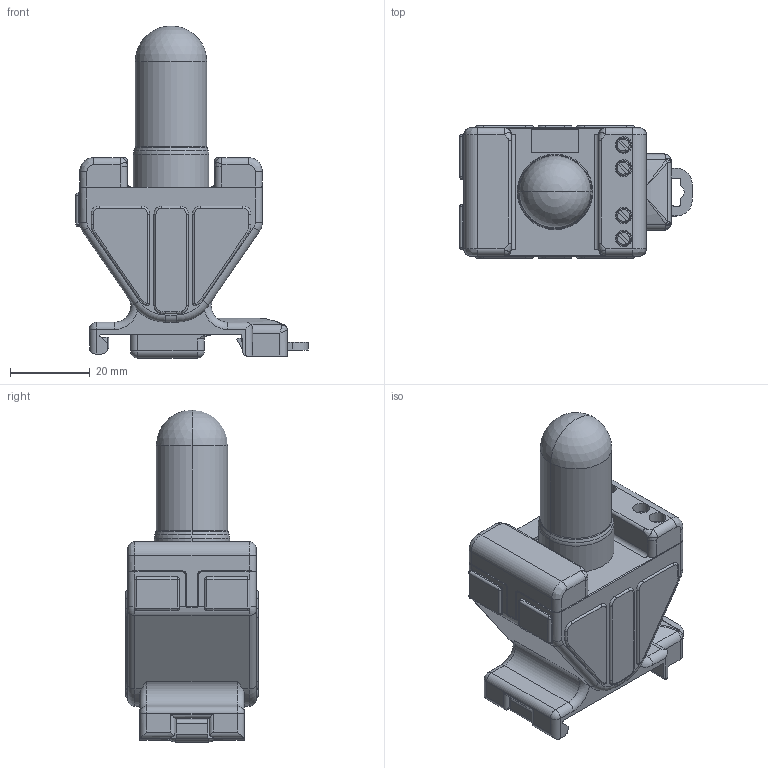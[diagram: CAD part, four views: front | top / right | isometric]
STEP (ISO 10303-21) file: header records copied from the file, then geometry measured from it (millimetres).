
FILE_DESCRIPTION((''),'2;1');
FILE_NAME('05-1141-0313_GEHAEUSE','2023-10-19T16:51:21',('Beil'),(''),'CREO PARAMETRIC BY PTC INC, 2019030','CREO PARAMETRIC BY PTC INC, 2019030','');
FILE_SCHEMA(('CONFIG_CONTROL_DESIGN','SHAPE_APPEARANCE_LAYERS_GROUPS'));
Length unit declared in the file: millimetre
Products named in the file (1): 05-1141-0313_GEHAEUSE
Bounding box: 58.45 x 33.3 x 83.5 mm (x, y, z)
Volume: 55551.2 mm3; surface area: 21969.6 mm2
Topology: 2 solids, 2 shells, 1186 faces, 3251 edges, 2060 vertices
Faces by surface type: plane 719, cylinder 307, torus 90, bspline 32, sphere 20, cone 18
Entity records: 51677 total; most frequent: CARTESIAN_POINT 8655, ORIENTED_EDGE 6482, DIRECTION 6020, PRESENTATION_STYLE_ASSIGNMENT 3526, STYLED_ITEM 3243, CURVE_STYLE 3241, EDGE_CURVE 3241, VECTOR 2244
